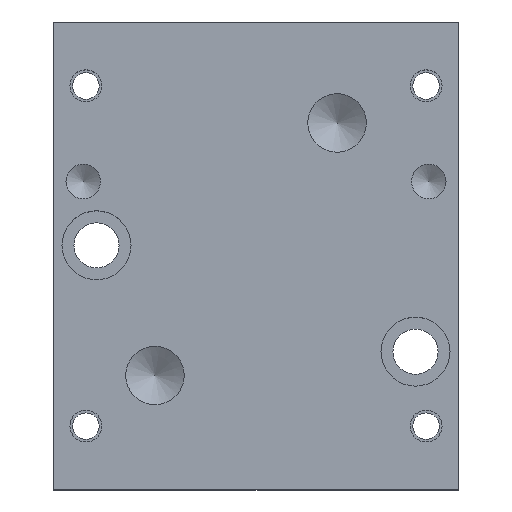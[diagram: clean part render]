
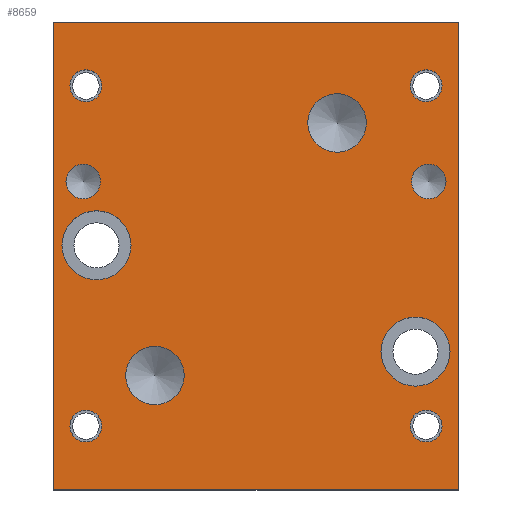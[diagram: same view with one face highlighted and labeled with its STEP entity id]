
A CAD part, top view. The second image highlights one B-rep face of the part: STEP entity #8659.
In plain terms, the highlighted planar face has unit normal (0, 0, 1).
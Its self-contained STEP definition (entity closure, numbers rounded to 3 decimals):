
#93=CIRCLE('',#8994,10.312);
#94=CIRCLE('',#8995,10.312);
#99=CIRCLE('',#9003,10.312);
#100=CIRCLE('',#9004,10.312);
#104=CIRCLE('',#9011,8.738);
#105=CIRCLE('',#9012,8.738);
#108=CIRCLE('',#9017,8.738);
#109=CIRCLE('',#9018,8.738);
#112=CIRCLE('',#9023,5.156);
#113=CIRCLE('',#9024,5.156);
#116=CIRCLE('',#9029,5.156);
#117=CIRCLE('',#9030,5.156);
#121=CIRCLE('',#9036,4.763);
#122=CIRCLE('',#9037,4.763);
#127=CIRCLE('',#9045,4.763);
#128=CIRCLE('',#9046,4.763);
#133=CIRCLE('',#9054,4.763);
#134=CIRCLE('',#9055,4.763);
#139=CIRCLE('',#9063,4.763);
#140=CIRCLE('',#9064,4.763);
#186=FACE_BOUND('',#1387,.T.);
#187=FACE_BOUND('',#1388,.T.);
#188=FACE_BOUND('',#1389,.T.);
#189=FACE_BOUND('',#1390,.T.);
#190=FACE_BOUND('',#1391,.T.);
#191=FACE_BOUND('',#1392,.T.);
#192=FACE_BOUND('',#1393,.T.);
#193=FACE_BOUND('',#1394,.T.);
#194=FACE_BOUND('',#1395,.T.);
#195=FACE_BOUND('',#1396,.T.);
#470=PLANE('',#9071);
#906=FACE_OUTER_BOUND('',#1386,.T.);
#1386=EDGE_LOOP('',(#7688,#7689,#7690,#7691));
#1387=EDGE_LOOP('',(#7692,#7693));
#1388=EDGE_LOOP('',(#7694,#7695));
#1389=EDGE_LOOP('',(#7696,#7697));
#1390=EDGE_LOOP('',(#7698,#7699));
#1391=EDGE_LOOP('',(#7700,#7701));
#1392=EDGE_LOOP('',(#7702,#7703));
#1393=EDGE_LOOP('',(#7704,#7705));
#1394=EDGE_LOOP('',(#7706,#7707));
#1395=EDGE_LOOP('',(#7708,#7709));
#1396=EDGE_LOOP('',(#7710,#7711));
#1693=LINE('',#12973,#2537);
#2203=LINE('',#14523,#3047);
#2244=LINE('',#14801,#3088);
#2247=LINE('',#14805,#3091);
#2537=VECTOR('',#9512,10.);
#3047=VECTOR('',#10382,10.);
#3088=VECTOR('',#10701,10.);
#3091=VECTOR('',#10706,10.);
#3672=VERTEX_POINT('',#12970);
#3673=VERTEX_POINT('',#12972);
#4053=VERTEX_POINT('',#14522);
#4097=VERTEX_POINT('',#14651);
#4098=VERTEX_POINT('',#14652);
#4103=VERTEX_POINT('',#14668);
#4104=VERTEX_POINT('',#14669);
#4109=VERTEX_POINT('',#14685);
#4110=VERTEX_POINT('',#14686);
#4114=VERTEX_POINT('',#14698);
#4115=VERTEX_POINT('',#14699);
#4119=VERTEX_POINT('',#14711);
#4120=VERTEX_POINT('',#14712);
#4124=VERTEX_POINT('',#14724);
#4125=VERTEX_POINT('',#14725);
#4129=VERTEX_POINT('',#14737);
#4130=VERTEX_POINT('',#14738);
#4135=VERTEX_POINT('',#14754);
#4136=VERTEX_POINT('',#14755);
#4141=VERTEX_POINT('',#14771);
#4142=VERTEX_POINT('',#14772);
#4147=VERTEX_POINT('',#14788);
#4148=VERTEX_POINT('',#14789);
#4151=VERTEX_POINT('',#14800);
#4637=EDGE_CURVE('',#3673,#3672,#1693,.T.);
#5207=EDGE_CURVE('',#4053,#3673,#2203,.T.);
#5268=EDGE_CURVE('',#4097,#4098,#93,.T.);
#5269=EDGE_CURVE('',#4098,#4097,#94,.T.);
#5276=EDGE_CURVE('',#4103,#4104,#99,.T.);
#5277=EDGE_CURVE('',#4104,#4103,#100,.T.);
#5284=EDGE_CURVE('',#4109,#4110,#104,.T.);
#5285=EDGE_CURVE('',#4110,#4109,#105,.T.);
#5290=EDGE_CURVE('',#4114,#4115,#108,.T.);
#5291=EDGE_CURVE('',#4115,#4114,#109,.T.);
#5296=EDGE_CURVE('',#4119,#4120,#112,.T.);
#5297=EDGE_CURVE('',#4120,#4119,#113,.T.);
#5302=EDGE_CURVE('',#4124,#4125,#116,.T.);
#5303=EDGE_CURVE('',#4125,#4124,#117,.T.);
#5308=EDGE_CURVE('',#4129,#4130,#121,.T.);
#5309=EDGE_CURVE('',#4130,#4129,#122,.T.);
#5316=EDGE_CURVE('',#4135,#4136,#127,.T.);
#5317=EDGE_CURVE('',#4136,#4135,#128,.T.);
#5324=EDGE_CURVE('',#4141,#4142,#133,.T.);
#5325=EDGE_CURVE('',#4142,#4141,#134,.T.);
#5332=EDGE_CURVE('',#4147,#4148,#139,.T.);
#5333=EDGE_CURVE('',#4148,#4147,#140,.T.);
#5338=EDGE_CURVE('',#4151,#4053,#2244,.T.);
#5341=EDGE_CURVE('',#3672,#4151,#2247,.T.);
#7688=ORIENTED_EDGE('',*,*,#5207,.T.);
#7689=ORIENTED_EDGE('',*,*,#4637,.T.);
#7690=ORIENTED_EDGE('',*,*,#5341,.T.);
#7691=ORIENTED_EDGE('',*,*,#5338,.T.);
#7692=ORIENTED_EDGE('',*,*,#5268,.T.);
#7693=ORIENTED_EDGE('',*,*,#5269,.T.);
#7694=ORIENTED_EDGE('',*,*,#5276,.T.);
#7695=ORIENTED_EDGE('',*,*,#5277,.T.);
#7696=ORIENTED_EDGE('',*,*,#5284,.T.);
#7697=ORIENTED_EDGE('',*,*,#5285,.T.);
#7698=ORIENTED_EDGE('',*,*,#5290,.T.);
#7699=ORIENTED_EDGE('',*,*,#5291,.T.);
#7700=ORIENTED_EDGE('',*,*,#5296,.T.);
#7701=ORIENTED_EDGE('',*,*,#5297,.T.);
#7702=ORIENTED_EDGE('',*,*,#5302,.T.);
#7703=ORIENTED_EDGE('',*,*,#5303,.T.);
#7704=ORIENTED_EDGE('',*,*,#5308,.T.);
#7705=ORIENTED_EDGE('',*,*,#5309,.T.);
#7706=ORIENTED_EDGE('',*,*,#5316,.T.);
#7707=ORIENTED_EDGE('',*,*,#5317,.T.);
#7708=ORIENTED_EDGE('',*,*,#5324,.T.);
#7709=ORIENTED_EDGE('',*,*,#5325,.T.);
#7710=ORIENTED_EDGE('',*,*,#5332,.T.);
#7711=ORIENTED_EDGE('',*,*,#5333,.T.);
#8659=ADVANCED_FACE('',(#906,#186,#187,#188,#189,#190,#191,#192,#193,#194,
#195),#470,.T.);
#8994=AXIS2_PLACEMENT_3D('',#14653,#10532,#10533);
#8995=AXIS2_PLACEMENT_3D('',#14654,#10534,#10535);
#9003=AXIS2_PLACEMENT_3D('',#14670,#10552,#10553);
#9004=AXIS2_PLACEMENT_3D('',#14671,#10554,#10555);
#9011=AXIS2_PLACEMENT_3D('',#14687,#10571,#10572);
#9012=AXIS2_PLACEMENT_3D('',#14688,#10573,#10574);
#9017=AXIS2_PLACEMENT_3D('',#14700,#10585,#10586);
#9018=AXIS2_PLACEMENT_3D('',#14701,#10587,#10588);
#9023=AXIS2_PLACEMENT_3D('',#14713,#10599,#10600);
#9024=AXIS2_PLACEMENT_3D('',#14714,#10601,#10602);
#9029=AXIS2_PLACEMENT_3D('',#14726,#10613,#10614);
#9030=AXIS2_PLACEMENT_3D('',#14727,#10615,#10616);
#9036=AXIS2_PLACEMENT_3D('',#14739,#10628,#10629);
#9037=AXIS2_PLACEMENT_3D('',#14740,#10630,#10631);
#9045=AXIS2_PLACEMENT_3D('',#14756,#10648,#10649);
#9046=AXIS2_PLACEMENT_3D('',#14757,#10650,#10651);
#9054=AXIS2_PLACEMENT_3D('',#14773,#10668,#10669);
#9055=AXIS2_PLACEMENT_3D('',#14774,#10670,#10671);
#9063=AXIS2_PLACEMENT_3D('',#14790,#10688,#10689);
#9064=AXIS2_PLACEMENT_3D('',#14791,#10690,#10691);
#9071=AXIS2_PLACEMENT_3D('',#14808,#10711,#10712);
#9512=DIRECTION('',(0.,1.,0.));
#10382=DIRECTION('',(1.,0.,0.));
#10532=DIRECTION('center_axis',(0.,0.,-1.));
#10533=DIRECTION('ref_axis',(1.,0.,0.));
#10534=DIRECTION('center_axis',(0.,0.,-1.));
#10535=DIRECTION('ref_axis',(1.,0.,0.));
#10552=DIRECTION('center_axis',(0.,0.,-1.));
#10553=DIRECTION('ref_axis',(1.,0.,0.));
#10554=DIRECTION('center_axis',(0.,0.,-1.));
#10555=DIRECTION('ref_axis',(1.,0.,0.));
#10571=DIRECTION('center_axis',(0.,0.,-1.));
#10572=DIRECTION('ref_axis',(1.,0.,0.));
#10573=DIRECTION('center_axis',(0.,0.,-1.));
#10574=DIRECTION('ref_axis',(1.,0.,0.));
#10585=DIRECTION('center_axis',(0.,0.,-1.));
#10586=DIRECTION('ref_axis',(1.,0.,0.));
#10587=DIRECTION('center_axis',(0.,0.,-1.));
#10588=DIRECTION('ref_axis',(1.,0.,0.));
#10599=DIRECTION('center_axis',(0.,0.,-1.));
#10600=DIRECTION('ref_axis',(1.,0.,0.));
#10601=DIRECTION('center_axis',(0.,0.,-1.));
#10602=DIRECTION('ref_axis',(1.,0.,0.));
#10613=DIRECTION('center_axis',(0.,0.,-1.));
#10614=DIRECTION('ref_axis',(1.,0.,0.));
#10615=DIRECTION('center_axis',(0.,0.,-1.));
#10616=DIRECTION('ref_axis',(1.,0.,0.));
#10628=DIRECTION('center_axis',(0.,0.,-1.));
#10629=DIRECTION('ref_axis',(1.,0.,0.));
#10630=DIRECTION('center_axis',(0.,0.,-1.));
#10631=DIRECTION('ref_axis',(1.,0.,0.));
#10648=DIRECTION('center_axis',(0.,0.,-1.));
#10649=DIRECTION('ref_axis',(1.,0.,0.));
#10650=DIRECTION('center_axis',(0.,0.,-1.));
#10651=DIRECTION('ref_axis',(1.,0.,0.));
#10668=DIRECTION('center_axis',(0.,0.,-1.));
#10669=DIRECTION('ref_axis',(1.,0.,0.));
#10670=DIRECTION('center_axis',(0.,0.,-1.));
#10671=DIRECTION('ref_axis',(1.,0.,0.));
#10688=DIRECTION('center_axis',(0.,0.,-1.));
#10689=DIRECTION('ref_axis',(1.,0.,0.));
#10690=DIRECTION('center_axis',(0.,0.,-1.));
#10691=DIRECTION('ref_axis',(1.,0.,0.));
#10701=DIRECTION('',(0.,-1.,0.));
#10706=DIRECTION('',(-1.,0.,0.));
#10711=DIRECTION('center_axis',(0.,0.,1.));
#10712=DIRECTION('ref_axis',(1.,0.,0.));
#12970=CARTESIAN_POINT('',(120.65,139.7,31.75));
#12972=CARTESIAN_POINT('',(120.65,0.,31.75));
#12973=CARTESIAN_POINT('',(120.65,0.,31.75));
#14522=CARTESIAN_POINT('',(0.,0.,31.75));
#14523=CARTESIAN_POINT('',(0.,0.,31.75));
#14651=CARTESIAN_POINT('',(118.262,41.275,31.75));
#14652=CARTESIAN_POINT('',(97.638,41.275,31.75));
#14653=CARTESIAN_POINT('Origin',(107.95,41.275,31.75));
#14654=CARTESIAN_POINT('Origin',(107.95,41.275,31.75));
#14668=CARTESIAN_POINT('',(23.012,73.025,31.75));
#14669=CARTESIAN_POINT('',(2.388,73.025,31.75));
#14670=CARTESIAN_POINT('Origin',(12.7,73.025,31.75));
#14671=CARTESIAN_POINT('Origin',(12.7,73.025,31.75));
#14685=CARTESIAN_POINT('',(93.269,109.55,31.75));
#14686=CARTESIAN_POINT('',(75.794,109.55,31.75));
#14687=CARTESIAN_POINT('Origin',(84.531,109.55,31.75));
#14688=CARTESIAN_POINT('Origin',(84.531,109.55,31.75));
#14698=CARTESIAN_POINT('',(38.887,34.138,31.75));
#14699=CARTESIAN_POINT('',(21.412,34.138,31.75));
#14700=CARTESIAN_POINT('Origin',(30.15,34.138,31.75));
#14701=CARTESIAN_POINT('Origin',(30.15,34.138,31.75));
#14711=CARTESIAN_POINT('',(13.894,92.075,31.75));
#14712=CARTESIAN_POINT('',(3.581,92.075,31.75));
#14713=CARTESIAN_POINT('Origin',(8.738,92.075,31.75));
#14714=CARTESIAN_POINT('Origin',(8.738,92.075,31.75));
#14724=CARTESIAN_POINT('',(117.069,92.075,31.75));
#14725=CARTESIAN_POINT('',(106.756,92.075,31.75));
#14726=CARTESIAN_POINT('Origin',(111.912,92.075,31.75));
#14727=CARTESIAN_POINT('Origin',(111.912,92.075,31.75));
#14737=CARTESIAN_POINT('',(115.888,19.05,31.75));
#14738=CARTESIAN_POINT('',(106.363,19.05,31.75));
#14739=CARTESIAN_POINT('Origin',(111.125,19.05,31.75));
#14740=CARTESIAN_POINT('Origin',(111.125,19.05,31.75));
#14754=CARTESIAN_POINT('',(14.288,120.65,31.75));
#14755=CARTESIAN_POINT('',(4.763,120.65,31.75));
#14756=CARTESIAN_POINT('Origin',(9.525,120.65,31.75));
#14757=CARTESIAN_POINT('Origin',(9.525,120.65,31.75));
#14771=CARTESIAN_POINT('',(115.888,120.65,31.75));
#14772=CARTESIAN_POINT('',(106.363,120.65,31.75));
#14773=CARTESIAN_POINT('Origin',(111.125,120.65,31.75));
#14774=CARTESIAN_POINT('Origin',(111.125,120.65,31.75));
#14788=CARTESIAN_POINT('',(14.288,19.05,31.75));
#14789=CARTESIAN_POINT('',(4.763,19.05,31.75));
#14790=CARTESIAN_POINT('Origin',(9.525,19.05,31.75));
#14791=CARTESIAN_POINT('Origin',(9.525,19.05,31.75));
#14800=CARTESIAN_POINT('',(0.,139.7,31.75));
#14801=CARTESIAN_POINT('',(0.,139.7,31.75));
#14805=CARTESIAN_POINT('',(120.65,139.7,31.75));
#14808=CARTESIAN_POINT('Origin',(60.325,69.85,31.75));
